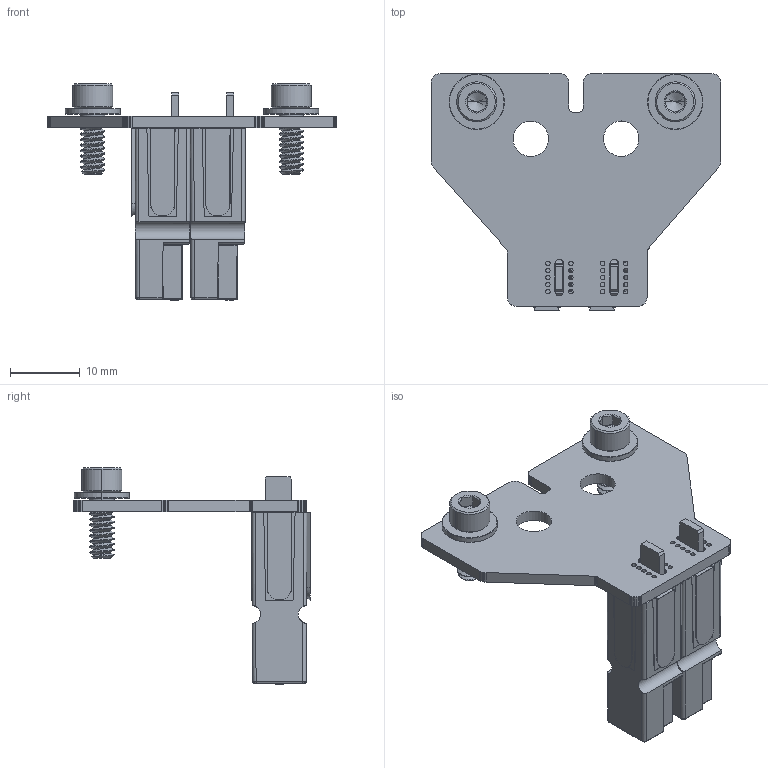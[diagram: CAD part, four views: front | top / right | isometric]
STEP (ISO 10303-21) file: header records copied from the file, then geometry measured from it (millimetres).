
FILE_DESCRIPTION(('KiCad electronic assembly'),'2;1');
FILE_NAME('kraken-power-adapter.step','2023-12-28T21:58:05',('Pcbnew'),( 'Kicad'),'Open CASCADE STEP processor 7.5','KiCad to STEP converter' ,'Unknown');
FILE_SCHEMA(('AUTOMOTIVE_DESIGN { 1 0 10303 214 1 1 1 1 }'));
Length unit declared in the file: millimetre
Products named in the file (8): kraken-power-adapter 1; 92916A325_Brass Washer; SOLID; 93465A147_Brass Socket Head Screw; 1335G1 IN HSG; kraken-power-adapter PCB
Assembly tree (10 placements, depth 3):
  kraken-power-adapter 1
    92916A325_Brass Washer  x2
      SOLID
    93465A147_Brass Socket Head Screw  x2
      SOLID
    1335G1 IN HSG  x2
      SOLID
    kraken-power-adapter PCB
Bounding box: 41.55 x 33.99 x 31.1 mm (x, y, z)
Volume: 4456.8 mm3; surface area: 5564.6 mm2
Topology: 7 solids, 7 shells, 1034 faces, 2776 edges, 1800 vertices
Faces by surface type: plane 648, cylinder 190, bspline 120, cone 46, torus 26, sphere 4
Full cylindrical faces by diameter (mm): 0.635 x36, 3.658 x2, 5.08 x2
Entity records: 51313 total; most frequent: CARTESIAN_POINT 19134, DIRECTION 5462, LINE 3921, VECTOR 3921, ORIENTED_EDGE 3338, PCURVE 3338, DEFINITIONAL_REPRESENTATION 3338, EDGE_CURVE 1669
